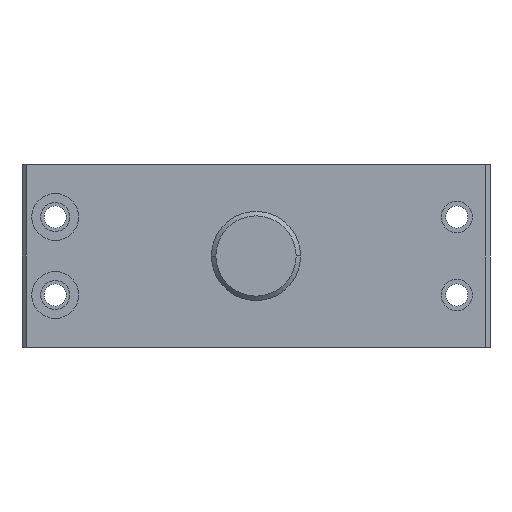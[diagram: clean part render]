
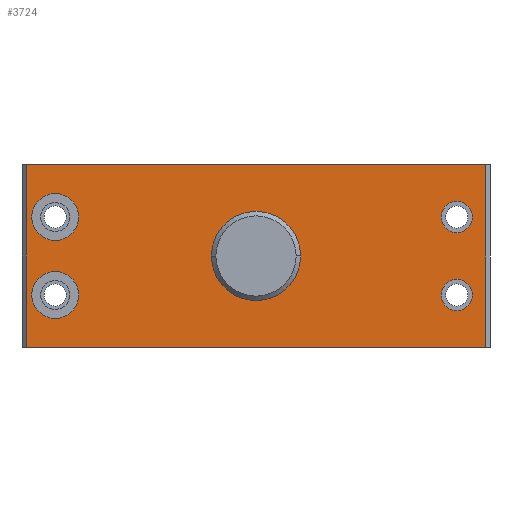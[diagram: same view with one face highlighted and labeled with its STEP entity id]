
A CAD part, left-side view. The second image highlights one B-rep face of the part: STEP entity #3724.
In plain terms, the highlighted planar face has unit normal (-1, 0, 0).
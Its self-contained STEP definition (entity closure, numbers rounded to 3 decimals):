
#36 = CIRCLE ( 'NONE', #2415, 5.25 ) ;
#47 = EDGE_CURVE ( 'NONE', #2886, #3935, #3104, .T. ) ;
#86 = VERTEX_POINT ( 'NONE', #3317 ) ;
#93 = DIRECTION ( 'NONE',  ( 0., -1., 0. ) ) ;
#151 = ORIENTED_EDGE ( 'NONE', *, *, #47, .F. ) ;
#165 = CARTESIAN_POINT ( 'NONE',  ( -156.186, 80.691, 20.5 ) ) ;
#166 = CIRCLE ( 'NONE', #3081, 10. ) ;
#252 = FACE_OUTER_BOUND ( 'NONE', #3243, .T. ) ;
#327 = CARTESIAN_POINT ( 'NONE',  ( -156.186, -16.859, 8.75 ) ) ;
#338 = DIRECTION ( 'NONE',  ( 0., 0., 1. ) ) ;
#345 = FACE_BOUND ( 'NONE', #3466, .T. ) ;
#371 = DIRECTION ( 'NONE',  ( -1., 0., 0. ) ) ;
#372 = CIRCLE ( 'NONE', #3228, 5.25 ) ;
#396 = DIRECTION ( 'NONE',  ( 0., 0., -1. ) ) ;
#432 = CIRCLE ( 'NONE', #2086, 3.5 ) ;
#445 = DIRECTION ( 'NONE',  ( -1., 0., 0. ) ) ;
#531 = VERTEX_POINT ( 'NONE', #2597 ) ;
#590 = FACE_BOUND ( 'NONE', #1679, .T. ) ;
#624 = AXIS2_PLACEMENT_3D ( 'NONE', #3914, #3617, #3336 ) ;
#642 = DIRECTION ( 'NONE',  ( -1., 0., 0. ) ) ;
#705 = EDGE_CURVE ( 'NONE', #3718, #2750, #36, .T. ) ;
#710 = ORIENTED_EDGE ( 'NONE', *, *, #3396, .F. ) ;
#726 = ORIENTED_EDGE ( 'NONE', *, *, #2798, .T. ) ;
#755 = DIRECTION ( 'NONE',  ( 0., -1., 0. ) ) ;
#781 = EDGE_LOOP ( 'NONE', ( #151, #2420 ) ) ;
#819 = EDGE_CURVE ( 'NONE', #3741, #2264, #3846, .T. ) ;
#822 = CIRCLE ( 'NONE', #3315, 3.5 ) ;
#916 = EDGE_CURVE ( 'NONE', #531, #86, #1364, .T. ) ;
#940 = CARTESIAN_POINT ( 'NONE',  ( -156.186, 80.691, -20.5 ) ) ;
#979 = CARTESIAN_POINT ( 'NONE',  ( -156.186, 79.691, -20.5 ) ) ;
#1012 = CARTESIAN_POINT ( 'NONE',  ( -156.186, -13.359, -8.75 ) ) ;
#1021 = DIRECTION ( 'NONE',  ( 1., 0., 0. ) ) ;
#1177 = EDGE_CURVE ( 'NONE', #2915, #3149, #3093, .T. ) ;
#1200 = VERTEX_POINT ( 'NONE', #3295 ) ;
#1234 = ORIENTED_EDGE ( 'NONE', *, *, #1317, .T. ) ;
#1317 = EDGE_CURVE ( 'NONE', #1200, #2915, #1646, .T. ) ;
#1364 = CIRCLE ( 'NONE', #2632, 10. ) ;
#1365 = CARTESIAN_POINT ( 'NONE',  ( -156.186, 67.991, -8.75 ) ) ;
#1400 = FACE_BOUND ( 'NONE', #3205, .T. ) ;
#1471 = ORIENTED_EDGE ( 'NONE', *, *, #3302, .T. ) ;
#1495 = VECTOR ( 'NONE', #338, 1000. ) ;
#1571 = CARTESIAN_POINT ( 'NONE',  ( -156.186, -16.859, -8.75 ) ) ;
#1605 = CARTESIAN_POINT ( 'NONE',  ( -156.186, 73.241, -8.75 ) ) ;
#1631 = CARTESIAN_POINT ( 'NONE',  ( -156.186, 73.241, 8.75 ) ) ;
#1646 = LINE ( 'NONE', #979, #2744 ) ;
#1679 = EDGE_LOOP ( 'NONE', ( #710, #2230 ) ) ;
#1728 = AXIS2_PLACEMENT_3D ( 'NONE', #1605, #2520, #2130 ) ;
#1780 = DIRECTION ( 'NONE',  ( -1., 0., 0. ) ) ;
#1820 = VERTEX_POINT ( 'NONE', #3836 ) ;
#1824 = CARTESIAN_POINT ( 'NONE',  ( -156.186, -23.309, -20.5 ) ) ;
#1828 = DIRECTION ( 'NONE',  ( 0., -1., 0. ) ) ;
#1830 = CARTESIAN_POINT ( 'NONE',  ( -156.186, 78.491, 8.75 ) ) ;
#1925 = DIRECTION ( 'NONE',  ( 0., 1., 0. ) ) ;
#2027 = DIRECTION ( 'NONE',  ( -1., 0., 0. ) ) ;
#2054 = DIRECTION ( 'NONE',  ( -1., 0., 0. ) ) ;
#2072 = DIRECTION ( 'NONE',  ( 0., -1., 0. ) ) ;
#2086 = AXIS2_PLACEMENT_3D ( 'NONE', #2668, #2054, #3283 ) ;
#2130 = DIRECTION ( 'NONE',  ( 0., -1., 0. ) ) ;
#2137 = AXIS2_PLACEMENT_3D ( 'NONE', #1571, #371, #3700 ) ;
#2142 = CARTESIAN_POINT ( 'NONE',  ( -156.186, -20.359, -8.75 ) ) ;
#2186 = ORIENTED_EDGE ( 'NONE', *, *, #1177, .T. ) ;
#2230 = ORIENTED_EDGE ( 'NONE', *, *, #916, .F. ) ;
#2231 = CARTESIAN_POINT ( 'NONE',  ( -156.186, 73.241, 8.75 ) ) ;
#2235 = EDGE_LOOP ( 'NONE', ( #726, #2612 ) ) ;
#2236 = CARTESIAN_POINT ( 'NONE',  ( -156.186, -20.359, 8.75 ) ) ;
#2252 = VECTOR ( 'NONE', #3168, 1000. ) ;
#2264 = VERTEX_POINT ( 'NONE', #1012 ) ;
#2266 = VECTOR ( 'NONE', #2072, 1000. ) ;
#2290 = ORIENTED_EDGE ( 'NONE', *, *, #819, .F. ) ;
#2320 = ORIENTED_EDGE ( 'NONE', *, *, #2443, .F. ) ;
#2326 = CARTESIAN_POINT ( 'NONE',  ( -156.186, -16.859, -8.75 ) ) ;
#2335 = CARTESIAN_POINT ( 'NONE',  ( -156.186, 28.191, 0. ) ) ;
#2359 = CARTESIAN_POINT ( 'NONE',  ( -156.186, 80.691, -20.5 ) ) ;
#2415 = AXIS2_PLACEMENT_3D ( 'NONE', #2231, #3402, #3150 ) ;
#2420 = ORIENTED_EDGE ( 'NONE', *, *, #2455, .F. ) ;
#2437 = PLANE ( 'NONE',  #3108 ) ;
#2443 = EDGE_CURVE ( 'NONE', #2264, #3741, #822, .T. ) ;
#2455 = EDGE_CURVE ( 'NONE', #3935, #2886, #432, .T. ) ;
#2520 = DIRECTION ( 'NONE',  ( 1., 0., 0. ) ) ;
#2575 = FACE_BOUND ( 'NONE', #781, .T. ) ;
#2580 = CIRCLE ( 'NONE', #624, 5.25 ) ;
#2597 = CARTESIAN_POINT ( 'NONE',  ( -156.186, 18.191, 0. ) ) ;
#2612 = ORIENTED_EDGE ( 'NONE', *, *, #705, .T. ) ;
#2632 = AXIS2_PLACEMENT_3D ( 'NONE', #2335, #2027, #3544 ) ;
#2668 = CARTESIAN_POINT ( 'NONE',  ( -156.186, -16.859, 8.75 ) ) ;
#2725 = CIRCLE ( 'NONE', #1728, 5.25 ) ;
#2729 = LINE ( 'NONE', #165, #2252 ) ;
#2744 = VECTOR ( 'NONE', #396, 1000. ) ;
#2750 = VERTEX_POINT ( 'NONE', #3131 ) ;
#2798 = EDGE_CURVE ( 'NONE', #2750, #3718, #372, .T. ) ;
#2886 = VERTEX_POINT ( 'NONE', #2236 ) ;
#2897 = CARTESIAN_POINT ( 'NONE',  ( -156.186, -13.359, 8.75 ) ) ;
#2915 = VERTEX_POINT ( 'NONE', #3182 ) ;
#3024 = VERTEX_POINT ( 'NONE', #1365 ) ;
#3081 = AXIS2_PLACEMENT_3D ( 'NONE', #3754, #445, #755 ) ;
#3093 = LINE ( 'NONE', #2359, #2266 ) ;
#3104 = CIRCLE ( 'NONE', #3736, 3.5 ) ;
#3108 = AXIS2_PLACEMENT_3D ( 'NONE', #940, #3735, #93 ) ;
#3131 = CARTESIAN_POINT ( 'NONE',  ( -156.186, 67.991, 8.75 ) ) ;
#3149 = VERTEX_POINT ( 'NONE', #1824 ) ;
#3150 = DIRECTION ( 'NONE',  ( 0., 1., 0. ) ) ;
#3168 = DIRECTION ( 'NONE',  ( 0., -1., 0. ) ) ;
#3182 = CARTESIAN_POINT ( 'NONE',  ( -156.186, 79.691, -20.5 ) ) ;
#3205 = EDGE_LOOP ( 'NONE', ( #2290, #2320 ) ) ;
#3210 = ORIENTED_EDGE ( 'NONE', *, *, #3800, .T. ) ;
#3228 = AXIS2_PLACEMENT_3D ( 'NONE', #1631, #1021, #1925 ) ;
#3243 = EDGE_LOOP ( 'NONE', ( #2186, #1471, #3674, #1234 ) ) ;
#3250 = ORIENTED_EDGE ( 'NONE', *, *, #3636, .T. ) ;
#3283 = DIRECTION ( 'NONE',  ( 0., -1., 0. ) ) ;
#3295 = CARTESIAN_POINT ( 'NONE',  ( -156.186, 79.691, 20.5 ) ) ;
#3302 = EDGE_CURVE ( 'NONE', #3149, #3717, #3393, .T. ) ;
#3315 = AXIS2_PLACEMENT_3D ( 'NONE', #2326, #1780, #3561 ) ;
#3317 = CARTESIAN_POINT ( 'NONE',  ( -156.186, 38.191, 0. ) ) ;
#3336 = DIRECTION ( 'NONE',  ( 0., -1., 0. ) ) ;
#3393 = LINE ( 'NONE', #3681, #1495 ) ;
#3396 = EDGE_CURVE ( 'NONE', #86, #531, #166, .T. ) ;
#3401 = EDGE_CURVE ( 'NONE', #1200, #3717, #2729, .T. ) ;
#3402 = DIRECTION ( 'NONE',  ( 1., 0., 0. ) ) ;
#3466 = EDGE_LOOP ( 'NONE', ( #3250, #3210 ) ) ;
#3544 = DIRECTION ( 'NONE',  ( 0., -1., 0. ) ) ;
#3561 = DIRECTION ( 'NONE',  ( 0., -1., 0. ) ) ;
#3606 = CARTESIAN_POINT ( 'NONE',  ( -156.186, -23.309, 20.5 ) ) ;
#3617 = DIRECTION ( 'NONE',  ( 1., 0., 0. ) ) ;
#3636 = EDGE_CURVE ( 'NONE', #3024, #1820, #2580, .T. ) ;
#3674 = ORIENTED_EDGE ( 'NONE', *, *, #3401, .F. ) ;
#3681 = CARTESIAN_POINT ( 'NONE',  ( -156.186, -23.309, -20.5 ) ) ;
#3700 = DIRECTION ( 'NONE',  ( 0., -1., 0. ) ) ;
#3717 = VERTEX_POINT ( 'NONE', #3606 ) ;
#3718 = VERTEX_POINT ( 'NONE', #1830 ) ;
#3724 = ADVANCED_FACE ( 'NONE', ( #1400, #2575, #3871, #252, #590, #345 ), #2437, .T. ) ;
#3735 = DIRECTION ( 'NONE',  ( -1., 0., 0. ) ) ;
#3736 = AXIS2_PLACEMENT_3D ( 'NONE', #327, #642, #1828 ) ;
#3741 = VERTEX_POINT ( 'NONE', #2142 ) ;
#3754 = CARTESIAN_POINT ( 'NONE',  ( -156.186, 28.191, 0. ) ) ;
#3800 = EDGE_CURVE ( 'NONE', #1820, #3024, #2725, .T. ) ;
#3836 = CARTESIAN_POINT ( 'NONE',  ( -156.186, 78.491, -8.75 ) ) ;
#3846 = CIRCLE ( 'NONE', #2137, 3.5 ) ;
#3871 = FACE_BOUND ( 'NONE', #2235, .T. ) ;
#3914 = CARTESIAN_POINT ( 'NONE',  ( -156.186, 73.241, -8.75 ) ) ;
#3935 = VERTEX_POINT ( 'NONE', #2897 ) ;
